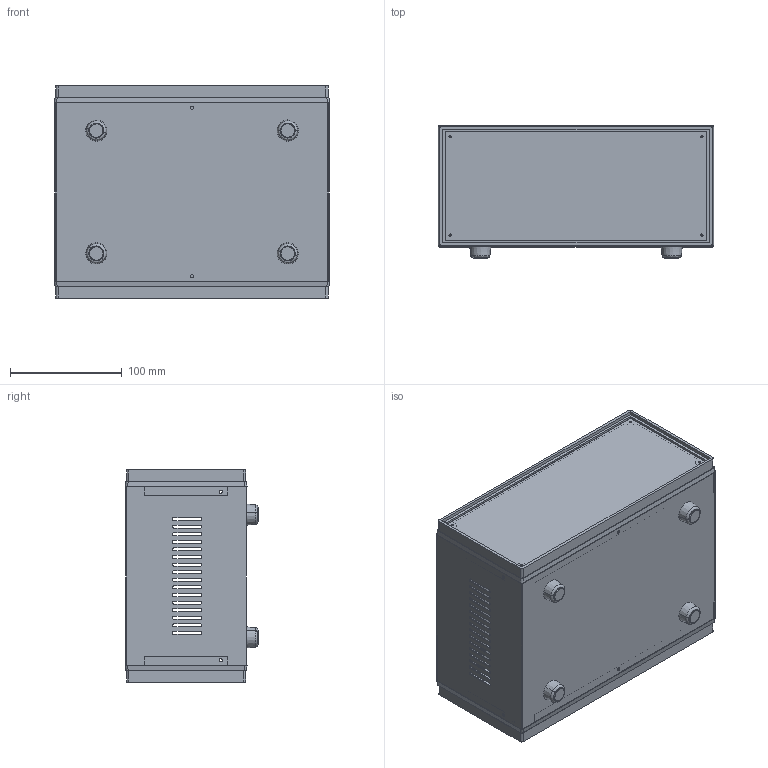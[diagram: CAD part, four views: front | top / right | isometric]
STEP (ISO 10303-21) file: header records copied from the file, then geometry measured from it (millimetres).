
FILE_DESCRIPTION (( 'STEP AP214' ), '1' );
FILE_NAME ('User Library-BLUE PROJECT BOX OEM.STEP', '2021-08-20T06:29:18', ( '' ), ( '' ), 'SwSTEP 2.0', 'SolidWorks 2021', '' );
FILE_SCHEMA (( 'AUTOMOTIVE_DESIGN' ));
Length unit declared in the file: millimetre
Products named in the file (8): FACE PANEL OEM; BOTTOM PLATE; 11mm_mount stud; FRAME RAIL; TOP COVER; FACE FRAME; FOOT; User Library-BLUE PROJECT BOX OEM
Assembly tree (16 placements, depth 2):
  User Library-BLUE PROJECT BOX OEM
    BOTTOM PLATE
    FACE FRAME  x2
    FRAME RAIL  x2
    FOOT  x4
    TOP COVER
    11mm_mount stud  x4
    FACE PANEL OEM  x2
Bounding box: 246.6 x 119.6 x 190.1 mm (x, y, z)
Volume: 300098.5 mm3; surface area: 433479.3 mm2
Topology: 16 solids, 16 shells, 534 faces, 1412 edges, 936 vertices
Faces by surface type: plane 286, cylinder 224, bspline 16, cone 8
Entity records: 14829 total; most frequent: CARTESIAN_POINT 1954, DIRECTION 1880, ORIENTED_EDGE 1816, EDGE_CURVE 908, AXIS2_PLACEMENT_3D 642, VERTEX_POINT 604, LINE 596, VECTOR 596
